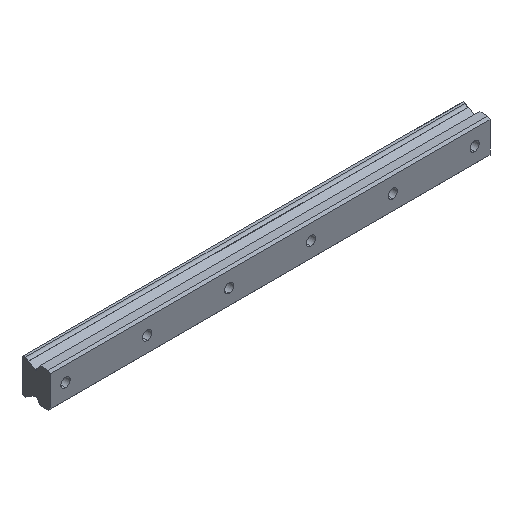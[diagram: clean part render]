
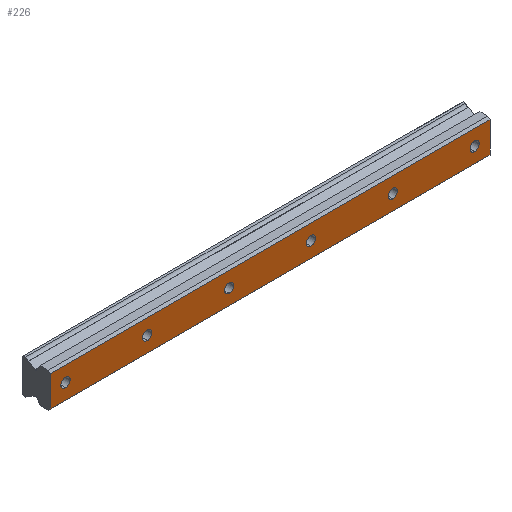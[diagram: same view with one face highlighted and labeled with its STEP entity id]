
A CAD part, isometric view. The second image highlights one B-rep face of the part: STEP entity #226.
In plain terms, the highlighted planar face has unit normal (0, -1, 0).
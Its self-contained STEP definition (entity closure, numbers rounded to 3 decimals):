
#14 = CIRCLE ( 'NONE', #353, 4.5 ) ;
#52 = DIRECTION ( 'NONE',  ( 0., -1., 0. ) ) ;
#94 = LINE ( 'NONE', #803, #910 ) ;
#95 = EDGE_LOOP ( 'NONE', ( #484, #1686, #1151, #546 ) ) ;
#98 = EDGE_CURVE ( 'NONE', #1490, #1802, #470, .T. ) ;
#111 = AXIS2_PLACEMENT_3D ( 'NONE', #1476, #1184, #483 ) ;
#114 = VERTEX_POINT ( 'NONE', #831 ) ;
#127 = CARTESIAN_POINT ( 'NONE',  ( 160., 0., 0. ) ) ;
#132 = EDGE_CURVE ( 'NONE', #887, #1812, #427, .T. ) ;
#141 = CARTESIAN_POINT ( 'NONE',  ( 80., 0., -4.5 ) ) ;
#142 = VERTEX_POINT ( 'NONE', #978 ) ;
#146 = DIRECTION ( 'NONE',  ( 0., 0., 1. ) ) ;
#158 = DIRECTION ( 'NONE',  ( 0., 0., 1. ) ) ;
#164 = CARTESIAN_POINT ( 'NONE',  ( 415., 0., 14.95 ) ) ;
#183 = EDGE_LOOP ( 'NONE', ( #725, #802 ) ) ;
#191 = VERTEX_POINT ( 'NONE', #1415 ) ;
#210 = CARTESIAN_POINT ( 'NONE',  ( 415., 0., 14.95 ) ) ;
#218 = CARTESIAN_POINT ( 'NONE',  ( 80., 0., 4.5 ) ) ;
#226 = ADVANCED_FACE ( 'NONE', ( #582, #1135, #1714, #450, #312, #1819, #555 ), #629, .F. ) ;
#230 = AXIS2_PLACEMENT_3D ( 'NONE', #1525, #552, #1360 ) ;
#249 = VERTEX_POINT ( 'NONE', #357 ) ;
#263 = AXIS2_PLACEMENT_3D ( 'NONE', #210, #1616, #1607 ) ;
#277 = DIRECTION ( 'NONE',  ( 0., 0., 1. ) ) ;
#294 = DIRECTION ( 'NONE',  ( 0., -1., 0. ) ) ;
#295 = DIRECTION ( 'NONE',  ( 1., 0., 0. ) ) ;
#308 = CARTESIAN_POINT ( 'NONE',  ( 415., 0., 14.95 ) ) ;
#312 = FACE_BOUND ( 'NONE', #1533, .T. ) ;
#334 = CARTESIAN_POINT ( 'NONE',  ( 80., 0., 0. ) ) ;
#340 = EDGE_CURVE ( 'NONE', #142, #249, #588, .T. ) ;
#343 = CARTESIAN_POINT ( 'NONE',  ( 320., 0., 4.5 ) ) ;
#353 = AXIS2_PLACEMENT_3D ( 'NONE', #1367, #1670, #1769 ) ;
#357 = CARTESIAN_POINT ( 'NONE',  ( 400., 0., -4.5 ) ) ;
#358 = VECTOR ( 'NONE', #295, 1000. ) ;
#368 = CARTESIAN_POINT ( 'NONE',  ( 80., 0., 0. ) ) ;
#374 = VERTEX_POINT ( 'NONE', #218 ) ;
#375 = CARTESIAN_POINT ( 'NONE',  ( 415., 0., -14.95 ) ) ;
#407 = CIRCLE ( 'NONE', #641, 4.5 ) ;
#414 = EDGE_CURVE ( 'NONE', #1812, #191, #94, .T. ) ;
#420 = CARTESIAN_POINT ( 'NONE',  ( 0., 0., 4.5 ) ) ;
#427 = LINE ( 'NONE', #164, #1310 ) ;
#450 = FACE_BOUND ( 'NONE', #183, .T. ) ;
#464 = CARTESIAN_POINT ( 'NONE',  ( 400., 0., 0. ) ) ;
#470 = CIRCLE ( 'NONE', #1462, 4.5 ) ;
#483 = DIRECTION ( 'NONE',  ( 0., 0., 1. ) ) ;
#484 = ORIENTED_EDGE ( 'NONE', *, *, #414, .F. ) ;
#489 = DIRECTION ( 'NONE',  ( 0., -1., 0. ) ) ;
#514 = EDGE_CURVE ( 'NONE', #517, #1130, #1254, .T. ) ;
#517 = VERTEX_POINT ( 'NONE', #761 ) ;
#527 = ORIENTED_EDGE ( 'NONE', *, *, #514, .F. ) ;
#546 = ORIENTED_EDGE ( 'NONE', *, *, #1479, .F. ) ;
#552 = DIRECTION ( 'NONE',  ( 0., -1., 0. ) ) ;
#555 = FACE_BOUND ( 'NONE', #717, .T. ) ;
#556 = AXIS2_PLACEMENT_3D ( 'NONE', #1515, #813, #1229 ) ;
#564 = ORIENTED_EDGE ( 'NONE', *, *, #1272, .F. ) ;
#582 = FACE_OUTER_BOUND ( 'NONE', #95, .T. ) ;
#588 = CIRCLE ( 'NONE', #1313, 4.5 ) ;
#590 = CIRCLE ( 'NONE', #1710, 4.5 ) ;
#629 = PLANE ( 'NONE',  #263 ) ;
#637 = ORIENTED_EDGE ( 'NONE', *, *, #1632, .F. ) ;
#641 = AXIS2_PLACEMENT_3D ( 'NONE', #334, #769, #1622 ) ;
#663 = ORIENTED_EDGE ( 'NONE', *, *, #1114, .F. ) ;
#701 = CIRCLE ( 'NONE', #556, 4.5 ) ;
#717 = EDGE_LOOP ( 'NONE', ( #726, #637 ) ) ;
#725 = ORIENTED_EDGE ( 'NONE', *, *, #1081, .F. ) ;
#726 = ORIENTED_EDGE ( 'NONE', *, *, #941, .F. ) ;
#761 = CARTESIAN_POINT ( 'NONE',  ( 240., 0., 4.5 ) ) ;
#769 = DIRECTION ( 'NONE',  ( 0., -1., 0. ) ) ;
#802 = ORIENTED_EDGE ( 'NONE', *, *, #1326, .F. ) ;
#803 = CARTESIAN_POINT ( 'NONE',  ( 415., 0., -14.95 ) ) ;
#810 = DIRECTION ( 'NONE',  ( -1., 0., 0. ) ) ;
#813 = DIRECTION ( 'NONE',  ( 0., -1., 0. ) ) ;
#822 = CIRCLE ( 'NONE', #1794, 4.5 ) ;
#831 = CARTESIAN_POINT ( 'NONE',  ( 160., 0., -4.5 ) ) ;
#835 = ORIENTED_EDGE ( 'NONE', *, *, #98, .F. ) ;
#844 = CARTESIAN_POINT ( 'NONE',  ( 0., 0., 0. ) ) ;
#853 = VERTEX_POINT ( 'NONE', #141 ) ;
#855 = VERTEX_POINT ( 'NONE', #1690 ) ;
#858 = CARTESIAN_POINT ( 'NONE',  ( -15., 0., 14.95 ) ) ;
#887 = VERTEX_POINT ( 'NONE', #1286 ) ;
#910 = VECTOR ( 'NONE', #810, 1000. ) ;
#916 = CARTESIAN_POINT ( 'NONE',  ( 240., 0., -4.5 ) ) ;
#927 = EDGE_CURVE ( 'NONE', #114, #1655, #1460, .T. ) ;
#937 = AXIS2_PLACEMENT_3D ( 'NONE', #972, #1536, #277 ) ;
#941 = EDGE_CURVE ( 'NONE', #374, #853, #407, .T. ) ;
#972 = CARTESIAN_POINT ( 'NONE',  ( 320., 0., 0. ) ) ;
#978 = CARTESIAN_POINT ( 'NONE',  ( 400., 0., 4.5 ) ) ;
#986 = DIRECTION ( 'NONE',  ( 0., -1., 0. ) ) ;
#987 = LINE ( 'NONE', #308, #358 ) ;
#1040 = EDGE_LOOP ( 'NONE', ( #1393, #1720 ) ) ;
#1047 = VERTEX_POINT ( 'NONE', #343 ) ;
#1081 = EDGE_CURVE ( 'NONE', #1047, #855, #701, .T. ) ;
#1104 = ORIENTED_EDGE ( 'NONE', *, *, #340, .F. ) ;
#1107 = DIRECTION ( 'NONE',  ( 0., 0., -1. ) ) ;
#1114 = EDGE_CURVE ( 'NONE', #1802, #1490, #14, .T. ) ;
#1130 = VERTEX_POINT ( 'NONE', #916 ) ;
#1135 = FACE_BOUND ( 'NONE', #1394, .T. ) ;
#1138 = DIRECTION ( 'NONE',  ( 0., 0., 1. ) ) ;
#1139 = VECTOR ( 'NONE', #158, 1000. ) ;
#1151 = ORIENTED_EDGE ( 'NONE', *, *, #1579, .F. ) ;
#1165 = AXIS2_PLACEMENT_3D ( 'NONE', #127, #294, #1407 ) ;
#1184 = DIRECTION ( 'NONE',  ( 0., -1., 0. ) ) ;
#1191 = CARTESIAN_POINT ( 'NONE',  ( 160., 0., 4.5 ) ) ;
#1229 = DIRECTION ( 'NONE',  ( 0., 0., 1. ) ) ;
#1233 = VERTEX_POINT ( 'NONE', #858 ) ;
#1253 = CIRCLE ( 'NONE', #1165, 4.5 ) ;
#1254 = CIRCLE ( 'NONE', #111, 4.5 ) ;
#1263 = EDGE_LOOP ( 'NONE', ( #1104, #564 ) ) ;
#1268 = CARTESIAN_POINT ( 'NONE',  ( -15., 0., 14.95 ) ) ;
#1272 = EDGE_CURVE ( 'NONE', #249, #142, #822, .T. ) ;
#1286 = CARTESIAN_POINT ( 'NONE',  ( 415., 0., 14.95 ) ) ;
#1310 = VECTOR ( 'NONE', #1107, 1000. ) ;
#1313 = AXIS2_PLACEMENT_3D ( 'NONE', #464, #1749, #1429 ) ;
#1326 = EDGE_CURVE ( 'NONE', #855, #1047, #1556, .T. ) ;
#1336 = EDGE_CURVE ( 'NONE', #1655, #114, #1253, .T. ) ;
#1360 = DIRECTION ( 'NONE',  ( 0., 0., 1. ) ) ;
#1367 = CARTESIAN_POINT ( 'NONE',  ( 0., 0., 0. ) ) ;
#1385 = EDGE_CURVE ( 'NONE', #1130, #517, #1827, .T. ) ;
#1393 = ORIENTED_EDGE ( 'NONE', *, *, #1336, .F. ) ;
#1394 = EDGE_LOOP ( 'NONE', ( #835, #663 ) ) ;
#1407 = DIRECTION ( 'NONE',  ( 0., 0., 1. ) ) ;
#1415 = CARTESIAN_POINT ( 'NONE',  ( -15., 0., -14.95 ) ) ;
#1419 = ORIENTED_EDGE ( 'NONE', *, *, #1385, .F. ) ;
#1429 = DIRECTION ( 'NONE',  ( 0., 0., 1. ) ) ;
#1436 = CARTESIAN_POINT ( 'NONE',  ( 160., 0., 0. ) ) ;
#1460 = CIRCLE ( 'NONE', #1707, 4.5 ) ;
#1462 = AXIS2_PLACEMENT_3D ( 'NONE', #844, #1687, #146 ) ;
#1476 = CARTESIAN_POINT ( 'NONE',  ( 240., 0., 0. ) ) ;
#1479 = EDGE_CURVE ( 'NONE', #191, #1233, #1565, .T. ) ;
#1490 = VERTEX_POINT ( 'NONE', #420 ) ;
#1515 = CARTESIAN_POINT ( 'NONE',  ( 320., 0., 0. ) ) ;
#1523 = CARTESIAN_POINT ( 'NONE',  ( 400., 0., 0. ) ) ;
#1525 = CARTESIAN_POINT ( 'NONE',  ( 240., 0., 0. ) ) ;
#1533 = EDGE_LOOP ( 'NONE', ( #527, #1419 ) ) ;
#1536 = DIRECTION ( 'NONE',  ( 0., -1., 0. ) ) ;
#1556 = CIRCLE ( 'NONE', #937, 4.5 ) ;
#1565 = LINE ( 'NONE', #1268, #1139 ) ;
#1578 = DIRECTION ( 'NONE',  ( 0., 0., 1. ) ) ;
#1579 = EDGE_CURVE ( 'NONE', #1233, #887, #987, .T. ) ;
#1607 = DIRECTION ( 'NONE',  ( 0., 0., 1. ) ) ;
#1616 = DIRECTION ( 'NONE',  ( 0., 1., 0. ) ) ;
#1619 = DIRECTION ( 'NONE',  ( 0., 0., 1. ) ) ;
#1622 = DIRECTION ( 'NONE',  ( 0., 0., 1. ) ) ;
#1632 = EDGE_CURVE ( 'NONE', #853, #374, #590, .T. ) ;
#1655 = VERTEX_POINT ( 'NONE', #1191 ) ;
#1670 = DIRECTION ( 'NONE',  ( 0., -1., 0. ) ) ;
#1686 = ORIENTED_EDGE ( 'NONE', *, *, #132, .F. ) ;
#1687 = DIRECTION ( 'NONE',  ( 0., -1., 0. ) ) ;
#1690 = CARTESIAN_POINT ( 'NONE',  ( 320., 0., -4.5 ) ) ;
#1707 = AXIS2_PLACEMENT_3D ( 'NONE', #1436, #489, #1578 ) ;
#1710 = AXIS2_PLACEMENT_3D ( 'NONE', #368, #52, #1619 ) ;
#1714 = FACE_BOUND ( 'NONE', #1263, .T. ) ;
#1720 = ORIENTED_EDGE ( 'NONE', *, *, #927, .F. ) ;
#1749 = DIRECTION ( 'NONE',  ( 0., -1., 0. ) ) ;
#1769 = DIRECTION ( 'NONE',  ( 0., 0., 1. ) ) ;
#1794 = AXIS2_PLACEMENT_3D ( 'NONE', #1523, #986, #1138 ) ;
#1802 = VERTEX_POINT ( 'NONE', #1805 ) ;
#1805 = CARTESIAN_POINT ( 'NONE',  ( 0., 0., -4.5 ) ) ;
#1812 = VERTEX_POINT ( 'NONE', #375 ) ;
#1819 = FACE_BOUND ( 'NONE', #1040, .T. ) ;
#1827 = CIRCLE ( 'NONE', #230, 4.5 ) ;
